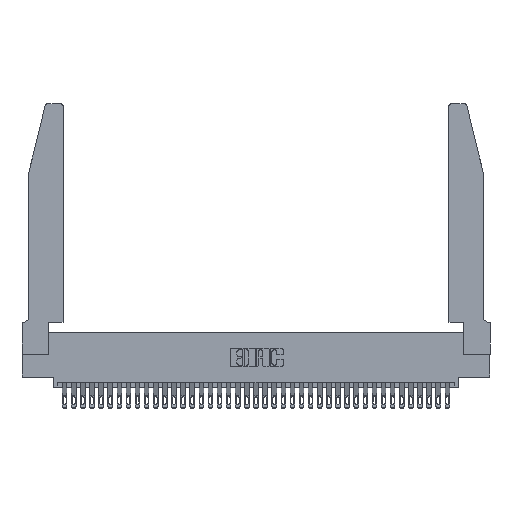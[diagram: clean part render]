
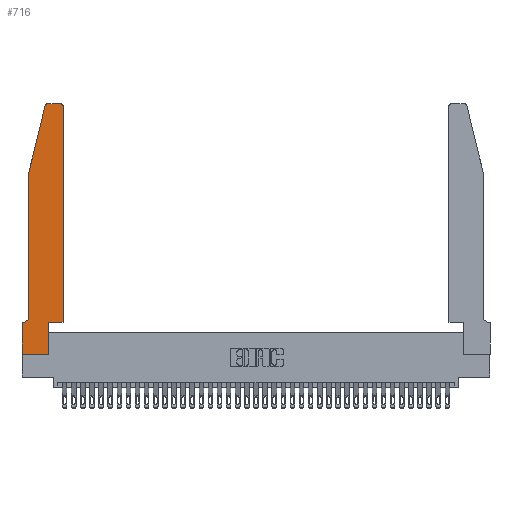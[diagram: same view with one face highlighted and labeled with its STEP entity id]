
A CAD part, top view. The second image highlights one B-rep face of the part: STEP entity #716.
In plain terms, the highlighted planar face has unit normal (0, 0, 1).
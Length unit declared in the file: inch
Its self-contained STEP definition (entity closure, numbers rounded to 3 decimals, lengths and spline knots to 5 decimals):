
#255 = EDGE_CURVE ( 'NONE', #30405, #30593, #12315, .T. ) ;
#550 = ORIENTED_EDGE ( 'NONE', *, *, #1185, .T. ) ;
#716 = ADVANCED_FACE ( 'NONE', ( #7129 ), #37233, .T. ) ;
#1117 = VERTEX_POINT ( 'NONE', #8005 ) ;
#1171 = VECTOR ( 'NONE', #6406, 39.37008 ) ;
#1185 = EDGE_CURVE ( 'NONE', #5964, #31545, #7690, .T. ) ;
#2187 = DIRECTION ( 'NONE',  ( 0., 1., 0. ) ) ;
#2348 = VERTEX_POINT ( 'NONE', #23705 ) ;
#2483 = EDGE_CURVE ( 'NONE', #2348, #21824, #37089, .T. ) ;
#2828 = EDGE_CURVE ( 'NONE', #21824, #30152, #4731, .T. ) ;
#2919 = LINE ( 'NONE', #6937, #17933 ) ;
#3356 = CARTESIAN_POINT ( 'NONE',  ( 0.4505, 0.35, 0.37 ) ) ;
#3837 = CARTESIAN_POINT ( 'NONE',  ( 0.0055, 0.42, 0.37 ) ) ;
#4354 = DIRECTION ( 'NONE',  ( 0., 0., 1. ) ) ;
#4376 = ORIENTED_EDGE ( 'NONE', *, *, #2483, .T. ) ;
#4609 = EDGE_CURVE ( 'NONE', #1117, #37433, #16774, .T. ) ;
#4731 = CIRCLE ( 'NONE', #9881, 0.07 ) ;
#5134 = CARTESIAN_POINT ( 'NONE',  ( 0.4205, 2.72, 0.37 ) ) ;
#5964 = VERTEX_POINT ( 'NONE', #31865 ) ;
#6247 = VERTEX_POINT ( 'NONE', #36928 ) ;
#6406 = DIRECTION ( 'NONE',  ( -1., 0., 0. ) ) ;
#6666 = AXIS2_PLACEMENT_3D ( 'NONE', #16591, #28659, #13431 ) ;
#6937 = CARTESIAN_POINT ( 'NONE',  ( 0.2605, 2.75, 0.37 ) ) ;
#7000 = DIRECTION ( 'NONE',  ( -0.239, -0.971, 0. ) ) ;
#7129 = FACE_OUTER_BOUND ( 'NONE', #13493, .T. ) ;
#7486 = EDGE_CURVE ( 'NONE', #37433, #2348, #32662, .T. ) ;
#7690 = CIRCLE ( 'NONE', #22206, 0.03 ) ;
#8005 = CARTESIAN_POINT ( 'NONE',  ( 0.284, 2.75, 0.37 ) ) ;
#8037 = ORIENTED_EDGE ( 'NONE', *, *, #23491, .T. ) ;
#8937 = VECTOR ( 'NONE', #2187, 39.37008 ) ;
#9454 = CARTESIAN_POINT ( 'NONE',  ( 0.0755, 2., 0.37 ) ) ;
#9842 = DIRECTION ( 'NONE',  ( 1., 0., 0. ) ) ;
#9881 = AXIS2_PLACEMENT_3D ( 'NONE', #3837, #19046, #19517 ) ;
#10163 = EDGE_CURVE ( 'NONE', #33230, #30405, #11158, .T. ) ;
#10211 = CARTESIAN_POINT ( 'NONE',  ( 0.25487, 2.72718, 0.37 ) ) ;
#10819 = VERTEX_POINT ( 'NONE', #16647 ) ;
#10927 = CARTESIAN_POINT ( 'NONE',  ( 0., 0., 0.37 ) ) ;
#11158 = LINE ( 'NONE', #33248, #15362 ) ;
#11176 = EDGE_CURVE ( 'NONE', #30152, #33230, #31262, .T. ) ;
#11797 = ORIENTED_EDGE ( 'NONE', *, *, #10163, .T. ) ;
#12315 = LINE ( 'NONE', #15178, #17966 ) ;
#12944 = VECTOR ( 'NONE', #7000, 39.37008 ) ;
#13039 = VECTOR ( 'NONE', #34435, 39.37008 ) ;
#13431 = DIRECTION ( 'NONE',  ( 1., 0., 0. ) ) ;
#13493 = EDGE_LOOP ( 'NONE', ( #25884, #14292, #30293, #4376, #36192, #30299, #11797, #25965, #8037, #30260, #13521, #550 ) ) ;
#13521 = ORIENTED_EDGE ( 'NONE', *, *, #37724, .T. ) ;
#14024 = DIRECTION ( 'NONE',  ( 0., 0., 1. ) ) ;
#14292 = ORIENTED_EDGE ( 'NONE', *, *, #4609, .T. ) ;
#14880 = CARTESIAN_POINT ( 'NONE',  ( 0.0055, 0.35, 0.37 ) ) ;
#14938 = LINE ( 'NONE', #3356, #13039 ) ;
#15178 = CARTESIAN_POINT ( 'NONE',  ( 0., 0., 0.37 ) ) ;
#15362 = VECTOR ( 'NONE', #21287, 39.37008 ) ;
#16591 = CARTESIAN_POINT ( 'NONE',  ( 0.284, 2.72, 0.37 ) ) ;
#16624 = EDGE_CURVE ( 'NONE', #10819, #6247, #14938, .T. ) ;
#16647 = CARTESIAN_POINT ( 'NONE',  ( 0.2865, 0.35, 0.37 ) ) ;
#16774 = CIRCLE ( 'NONE', #6666, 0.03 ) ;
#17302 = DIRECTION ( 'NONE',  ( 1., 0., 0. ) ) ;
#17933 = VECTOR ( 'NONE', #36682, 39.37008 ) ;
#17966 = VECTOR ( 'NONE', #20855, 39.37008 ) ;
#18816 = CARTESIAN_POINT ( 'NONE',  ( 0.4205, 2.75, 0.37 ) ) ;
#19046 = DIRECTION ( 'NONE',  ( 0., 0., -1. ) ) ;
#19517 = DIRECTION ( 'NONE',  ( -1., 0., 0. ) ) ;
#20855 = DIRECTION ( 'NONE',  ( 1., 0., 0. ) ) ;
#21162 = AXIS2_PLACEMENT_3D ( 'NONE', #30854, #4354, #9842 ) ;
#21287 = DIRECTION ( 'NONE',  ( 0., -1., 0. ) ) ;
#21530 = DIRECTION ( 'NONE',  ( 0., -1., 0. ) ) ;
#21824 = VERTEX_POINT ( 'NONE', #25631 ) ;
#21970 = CARTESIAN_POINT ( 'NONE',  ( 0.0755, 2., 0.37 ) ) ;
#22206 = AXIS2_PLACEMENT_3D ( 'NONE', #5134, #14024, #17302 ) ;
#23491 = EDGE_CURVE ( 'NONE', #30593, #10819, #38848, .T. ) ;
#23705 = CARTESIAN_POINT ( 'NONE',  ( 0.0755, 2., 0.37 ) ) ;
#25631 = CARTESIAN_POINT ( 'NONE',  ( 0.0755, 0.42, 0.37 ) ) ;
#25884 = ORIENTED_EDGE ( 'NONE', *, *, #27186, .T. ) ;
#25965 = ORIENTED_EDGE ( 'NONE', *, *, #255, .T. ) ;
#26842 = VECTOR ( 'NONE', #21530, 39.37008 ) ;
#27186 = EDGE_CURVE ( 'NONE', #31545, #1117, #2919, .T. ) ;
#28164 = CARTESIAN_POINT ( 'NONE',  ( 0.2865, 0.35, 0.37 ) ) ;
#28659 = DIRECTION ( 'NONE',  ( 0., 0., 1. ) ) ;
#29771 = CARTESIAN_POINT ( 'NONE',  ( 0.0755, 0.35, 0.37 ) ) ;
#30152 = VERTEX_POINT ( 'NONE', #14880 ) ;
#30260 = ORIENTED_EDGE ( 'NONE', *, *, #16624, .T. ) ;
#30293 = ORIENTED_EDGE ( 'NONE', *, *, #7486, .T. ) ;
#30299 = ORIENTED_EDGE ( 'NONE', *, *, #11176, .T. ) ;
#30405 = VERTEX_POINT ( 'NONE', #10927 ) ;
#30593 = VERTEX_POINT ( 'NONE', #35296 ) ;
#30854 = CARTESIAN_POINT ( 'NONE',  ( 0., 0.35, 0.37 ) ) ;
#31262 = LINE ( 'NONE', #29771, #1171 ) ;
#31340 = VECTOR ( 'NONE', #36778, 39.37008 ) ;
#31545 = VERTEX_POINT ( 'NONE', #18816 ) ;
#31865 = CARTESIAN_POINT ( 'NONE',  ( 0.4505, 2.72, 0.37 ) ) ;
#31947 = LINE ( 'NONE', #32537, #8937 ) ;
#32537 = CARTESIAN_POINT ( 'NONE',  ( 0.4505, 0.35, 0.37 ) ) ;
#32662 = LINE ( 'NONE', #21970, #12944 ) ;
#33230 = VERTEX_POINT ( 'NONE', #33399 ) ;
#33248 = CARTESIAN_POINT ( 'NONE',  ( 0., 0., 0.37 ) ) ;
#33399 = CARTESIAN_POINT ( 'NONE',  ( 0., 0.35, 0.37 ) ) ;
#34435 = DIRECTION ( 'NONE',  ( 1., 0., 0. ) ) ;
#35296 = CARTESIAN_POINT ( 'NONE',  ( 0.2865, 0., 0.37 ) ) ;
#36192 = ORIENTED_EDGE ( 'NONE', *, *, #2828, .T. ) ;
#36682 = DIRECTION ( 'NONE',  ( -1., 0., 0. ) ) ;
#36778 = DIRECTION ( 'NONE',  ( 0., 1., 0. ) ) ;
#36928 = CARTESIAN_POINT ( 'NONE',  ( 0.4505, 0.35, 0.37 ) ) ;
#37089 = LINE ( 'NONE', #9454, #26842 ) ;
#37233 = PLANE ( 'NONE',  #21162 ) ;
#37433 = VERTEX_POINT ( 'NONE', #10211 ) ;
#37724 = EDGE_CURVE ( 'NONE', #6247, #5964, #31947, .T. ) ;
#38848 = LINE ( 'NONE', #28164, #31340 ) ;
